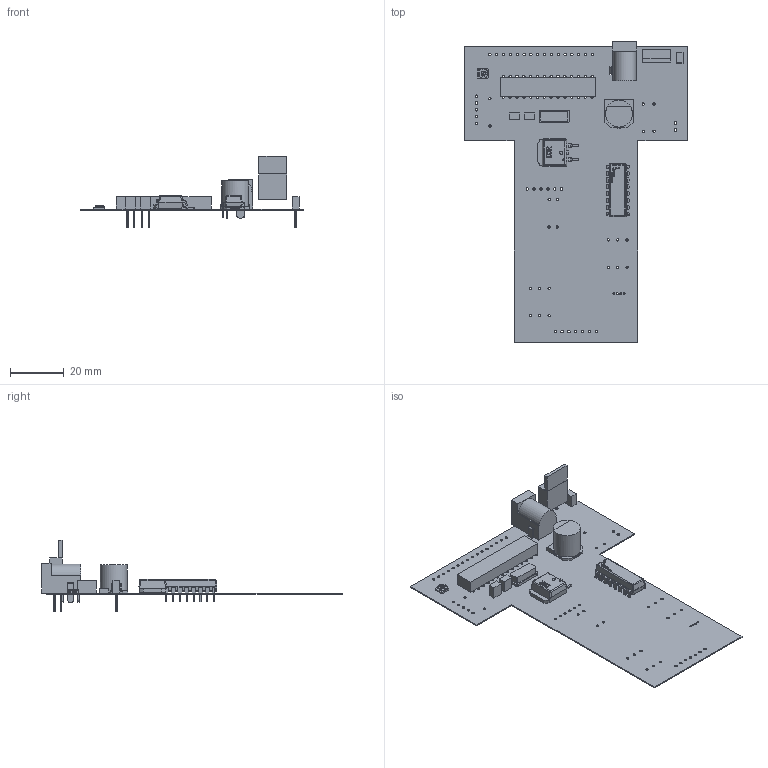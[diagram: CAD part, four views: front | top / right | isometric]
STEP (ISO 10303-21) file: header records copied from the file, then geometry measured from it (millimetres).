
FILE_DESCRIPTION(('Open CASCADE Model'),'2;1');
FILE_NAME('Open CASCADE Shape Model','2021-06-11T19:17:33',('Author'),( 'Open CASCADE'),'Open CASCADE STEP processor 6.8','Open CASCADE 6.8' ,'Unknown');
FILE_SCHEMA(('AUTOMOTIVE_DESIGN { 1 0 10303 214 1 1 1 1 }'));
Length unit declared in the file: millimetre
Products named in the file (60): PCB; Board; Open CASCADE STEP translator 6.8 2.1.1; Y1; 6691727136; Extruded; 7509442176; U3; 7155368944; 7155368784; U2; IC_Texas_Instruments_CD4040BE_eec; BODY_N0016A_AF0; legs_1; LEAD_N0016A_AF0; LEAD_N0016A; LEAD_N0016A_AF2; LEAD_N0016A_AF4; legs_2; LEAD_N0016A_AF1; LEAD_N0016A_AF3; LEAD_N0016A_AF5; Texas_Logo_Yury; Texas_Logo_Yury2; U1; 5332539584; R5; BOUR-TC33X-2; BOUR-TC33X-2_1; BOUR-TC33X-2_2; Q1; Trans_Infineon_IRF2805STRLPBF_eec; 1; 2; 3; IRF_logo; J1; User_Library-NEB21R; C4; 6112361632 ...
Assembly tree (75 placements, depth 5):
  PCB
    Board
      Open CASCADE STEP translator 6.8 2.1.1
    Y1
      6691727136
        Extruded
      7509442176
        Extruded
    U3
      7155368944
        Extruded
      7155368784
        Extruded
    U2
      IC_Texas_Instruments_CD4040BE_eec
        BODY_N0016A_AF0
        legs_1
          LEAD_N0016A_AF0
          LEAD_N0016A  x5
          LEAD_N0016A_AF2
          LEAD_N0016A_AF4
        legs_2
          LEAD_N0016A_AF1
          LEAD_N0016A  x5
          LEAD_N0016A_AF3
          LEAD_N0016A_AF5
        Texas_Logo_Yury
        Texas_Logo_Yury2
    U1
      5332539584
        Extruded
    R5
      BOUR-TC33X-2
        BOUR-TC33X-2_1
          BOUR-TC33X-2_2
    Q1
      Trans_Infineon_IRF2805STRLPBF_eec
        1
        2
        3
        IRF_logo
    J1
      User_Library-NEB21R
    C4
      6112361632
        base
          Open_CASCADE_STEP_translator_6.8_36.1.1
        cylinder
          Open_CASCADE_STEP_translator_6.8_36.2.1
        mark
          Open_CASCADE_STEP_translator_6.8_36.3.1
        lead  x2
    C3
      6394512256  x2
        Extruded
      7523570864
        Extruded
    C2
      6394512256  x2
        Extruded
Bounding box: 83 x 111.75 x 26.7 mm (x, y, z)
Volume: 7545.9 mm3; surface area: 18032.5 mm2
Topology: 65 solids, 66 shells, 1451 faces, 3879 edges, 2558 vertices
Faces by surface type: plane 912, bspline 306, cylinder 217, sphere 12, torus 4
Full cylindrical faces by diameter (mm): 0.553 x1, 0.7 x6, 0.75 x16, 0.8 x6, 0.85 x22, 0.9 x62, 1.05 x2, 1.1 x3, 1.2 x1, 8.75 x1, 10 x1
Entity records: 42048 total; most frequent: CARTESIAN_POINT 10803, ORIENTED_EDGE 6459, DIRECTION 5317, EDGE_CURVE 3231, LINE 2325, VECTOR 2325, VERTEX_POINT 2126, AXIS2_PLACEMENT_3D 1496
